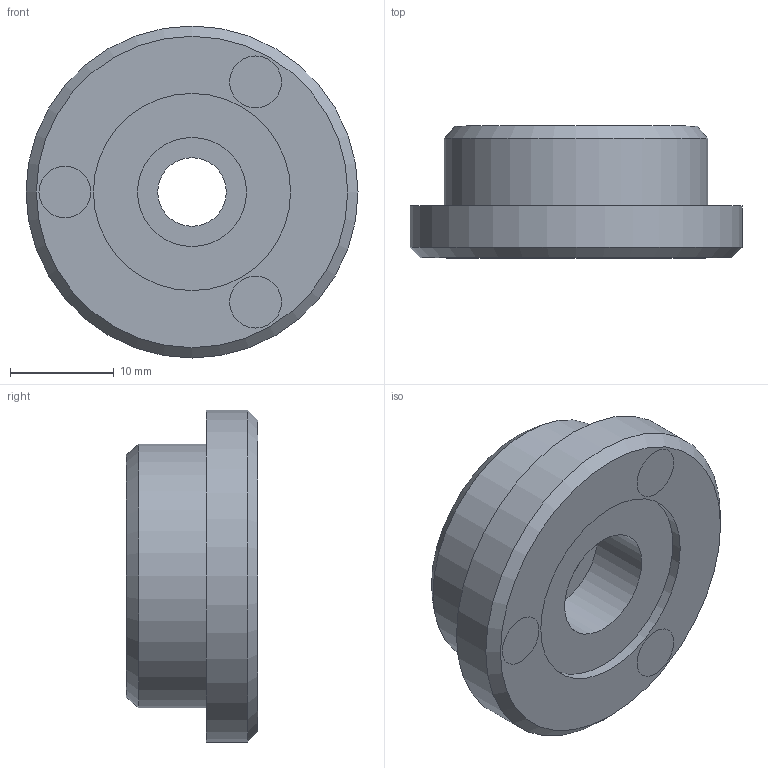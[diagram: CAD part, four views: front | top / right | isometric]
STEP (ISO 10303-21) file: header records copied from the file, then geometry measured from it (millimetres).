
FILE_DESCRIPTION (( 'STEP AP203' ), '1' );
FILE_NAME ('PR-MB.step', '2017-01-11T07:26:10', ( '¦K¬P' ), ( '' ), 'SwSTEP 2.0', 'SolidWorks 2012', '' );
FILE_SCHEMA (( 'CONFIG_CONTROL_DESIGN' ));
Length unit declared in the file: millimetre
Products named in the file (1): PR-MB
Bounding box: 32 x 12.7 x 32 mm (x, y, z)
Surface area: 2940.2 mm2 (no closed solid volume)
Topology: 0 solids, 1 shells, 17 faces, 25 edges, 17 vertices
Faces by surface type: plane 9, cylinder 6, cone 2
Full cylindrical faces by diameter (mm): 6.6 x1, 10.5 x1, 13 x1, 19 x1, 25.4 x1, 32 x1
Entity records: 425 total; most frequent: DIRECTION 70, CARTESIAN_POINT 52, AXIS2_PLACEMENT_3D 35, ORIENTED_EDGE 34, EDGE_LOOP 34, FACE_OUTER_BOUND 23, VERTEX_POINT 17, CIRCLE 17
